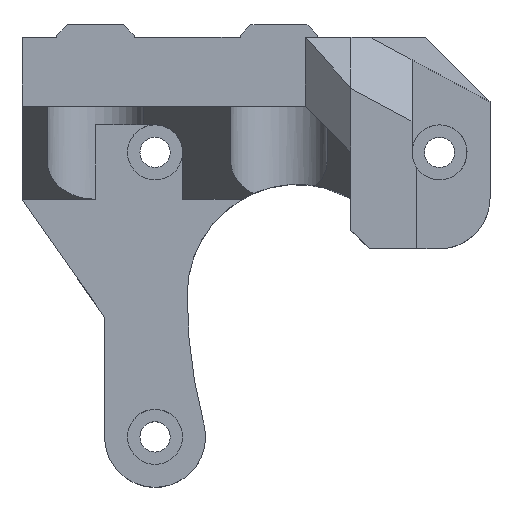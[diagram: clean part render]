
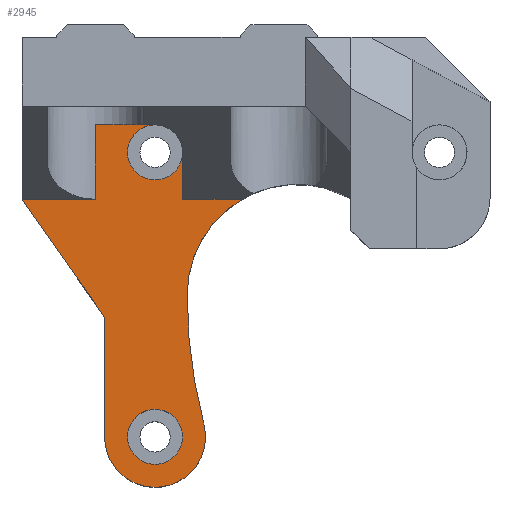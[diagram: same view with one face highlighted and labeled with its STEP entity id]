
A CAD part, top view. The second image highlights one B-rep face of the part: STEP entity #2945.
In plain terms, the highlighted planar face has unit normal (0, 0, 1).
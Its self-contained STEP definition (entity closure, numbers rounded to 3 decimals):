
#43=FACE_BOUND('',#451,.T.);
#63=CIRCLE('',#3132,12.);
#77=CIRCLE('',#3183,3.);
#78=CIRCLE('',#3184,5.5);
#79=CIRCLE('',#3185,55.563);
#80=CIRCLE('',#3186,3.);
#266=FACE_OUTER_BOUND('',#450,.T.);
#450=EDGE_LOOP('',(#2516,#2517,#2518,#2519,#2520,#2521,#2522,#2523,#2524,
#2525,#2526));
#451=EDGE_LOOP('',(#2527));
#726=LINE('',#4543,#1073);
#755=LINE('',#4681,#1102);
#761=LINE('',#4693,#1108);
#765=LINE('',#4702,#1112);
#790=LINE('',#4763,#1137);
#799=LINE('',#4782,#1146);
#807=LINE('',#4801,#1154);
#1073=VECTOR('',#3699,10.);
#1102=VECTOR('',#3798,10.);
#1108=VECTOR('',#3806,10.);
#1112=VECTOR('',#3816,10.);
#1137=VECTOR('',#3875,10.);
#1146=VECTOR('',#3892,10.);
#1154=VECTOR('',#3914,10.);
#1343=VERTEX_POINT('',#4535);
#1345=VERTEX_POINT('',#4541);
#1364=VERTEX_POINT('',#4599);
#1365=VERTEX_POINT('',#4601);
#1388=VERTEX_POINT('',#4677);
#1390=VERTEX_POINT('',#4680);
#1394=VERTEX_POINT('',#4689);
#1395=VERTEX_POINT('',#4691);
#1416=VERTEX_POINT('',#4761);
#1426=VERTEX_POINT('',#4800);
#1427=VERTEX_POINT('',#4802);
#1428=VERTEX_POINT('',#4805);
#1687=EDGE_CURVE('',#1343,#1345,#726,.T.);
#1709=EDGE_CURVE('',#1365,#1364,#63,.T.);
#1744=EDGE_CURVE('',#1388,#1390,#755,.T.);
#1750=EDGE_CURVE('',#1395,#1394,#761,.T.);
#1755=EDGE_CURVE('',#1364,#1394,#765,.T.);
#1787=EDGE_CURVE('',#1416,#1388,#790,.T.);
#1797=EDGE_CURVE('',#1416,#1343,#799,.T.);
#1805=EDGE_CURVE('',#1390,#1395,#77,.T.);
#1806=EDGE_CURVE('',#1345,#1426,#807,.T.);
#1807=EDGE_CURVE('',#1427,#1426,#78,.T.);
#1808=EDGE_CURVE('',#1427,#1365,#79,.T.);
#1809=EDGE_CURVE('',#1428,#1428,#80,.T.);
#2516=ORIENTED_EDGE('',*,*,#1755,.T.);
#2517=ORIENTED_EDGE('',*,*,#1750,.F.);
#2518=ORIENTED_EDGE('',*,*,#1805,.F.);
#2519=ORIENTED_EDGE('',*,*,#1744,.F.);
#2520=ORIENTED_EDGE('',*,*,#1787,.F.);
#2521=ORIENTED_EDGE('',*,*,#1797,.T.);
#2522=ORIENTED_EDGE('',*,*,#1687,.T.);
#2523=ORIENTED_EDGE('',*,*,#1806,.T.);
#2524=ORIENTED_EDGE('',*,*,#1807,.F.);
#2525=ORIENTED_EDGE('',*,*,#1808,.T.);
#2526=ORIENTED_EDGE('',*,*,#1709,.T.);
#2527=ORIENTED_EDGE('',*,*,#1809,.F.);
#2783=PLANE('',#3182);
#2945=ADVANCED_FACE('',(#266,#43),#2783,.F.);
#3132=AXIS2_PLACEMENT_3D('',#4602,#3736,#3737);
#3182=AXIS2_PLACEMENT_3D('',#4798,#3910,#3911);
#3183=AXIS2_PLACEMENT_3D('',#4799,#3912,#3913);
#3184=AXIS2_PLACEMENT_3D('',#4803,#3915,#3916);
#3185=AXIS2_PLACEMENT_3D('',#4804,#3917,#3918);
#3186=AXIS2_PLACEMENT_3D('',#4806,#3919,#3920);
#3699=DIRECTION('',(0.574,-0.819,0.));
#3736=DIRECTION('center_axis',(0.,0.,-1.));
#3737=DIRECTION('ref_axis',(-1.,0.,0.));
#3798=DIRECTION('',(1.,0.,0.));
#3806=DIRECTION('',(0.,-1.,0.));
#3816=DIRECTION('',(-1.,0.,0.));
#3875=DIRECTION('',(0.,1.,0.));
#3892=DIRECTION('',(-1.,0.,0.));
#3910=DIRECTION('center_axis',(0.,0.,-1.));
#3911=DIRECTION('ref_axis',(0.,-1.,0.));
#3912=DIRECTION('center_axis',(0.,0.,1.));
#3913=DIRECTION('ref_axis',(0.,-1.,0.));
#3914=DIRECTION('',(0.,-1.,0.));
#3915=DIRECTION('center_axis',(0.,0.,-1.));
#3916=DIRECTION('ref_axis',(0.967,0.254,0.));
#3917=DIRECTION('center_axis',(0.,0.,-1.));
#3918=DIRECTION('ref_axis',(-0.967,-0.254,0.));
#3919=DIRECTION('center_axis',(0.,0.,1.));
#3920=DIRECTION('ref_axis',(0.,-1.,0.));
#4535=CARTESIAN_POINT('',(-14.5,4.9,10.));
#4541=CARTESIAN_POINT('',(-5.5,-7.953,10.));
#4543=CARTESIAN_POINT('',(-14.5,4.9,10.));
#4599=CARTESIAN_POINT('',(9.513,4.9,10.));
#4601=CARTESIAN_POINT('',(3.5,-5.5,10.));
#4602=CARTESIAN_POINT('Origin',(15.5,-5.5,10.));
#4677=CARTESIAN_POINT('',(-6.5,13.,10.));
#4680=CARTESIAN_POINT('',(0.,13.,10.));
#4681=CARTESIAN_POINT('',(-6.5,13.,10.));
#4689=CARTESIAN_POINT('',(3.,4.9,10.));
#4691=CARTESIAN_POINT('',(3.,10.,10.));
#4693=CARTESIAN_POINT('',(3.,10.,10.));
#4702=CARTESIAN_POINT('',(16.175,4.9,10.));
#4761=CARTESIAN_POINT('',(-6.5,4.9,10.));
#4763=CARTESIAN_POINT('',(-6.5,15.,10.));
#4782=CARTESIAN_POINT('',(16.175,4.9,10.));
#4798=CARTESIAN_POINT('Origin',(11.,-1.3,10.));
#4799=CARTESIAN_POINT('Origin',(0.,10.,10.));
#4800=CARTESIAN_POINT('',(-5.5,-21.,10.));
#4801=CARTESIAN_POINT('',(-5.5,-7.953,10.));
#4802=CARTESIAN_POINT('',(5.32,-19.604,10.));
#4803=CARTESIAN_POINT('Origin',(0.,-21.,10.));
#4804=CARTESIAN_POINT('Origin',(59.063,-5.5,10.));
#4805=CARTESIAN_POINT('',(0.,-18.,10.));
#4806=CARTESIAN_POINT('Origin',(0.,-21.,10.));
